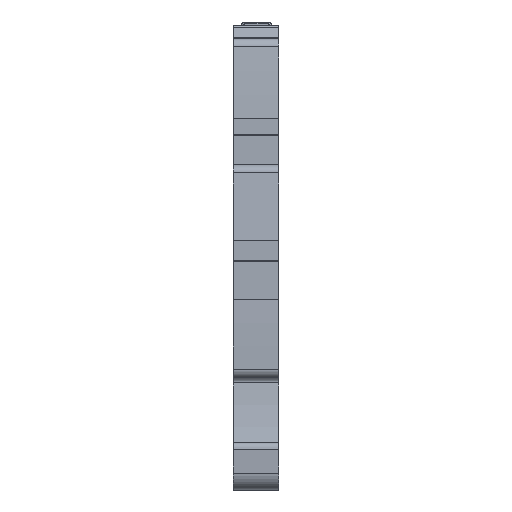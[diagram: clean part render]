
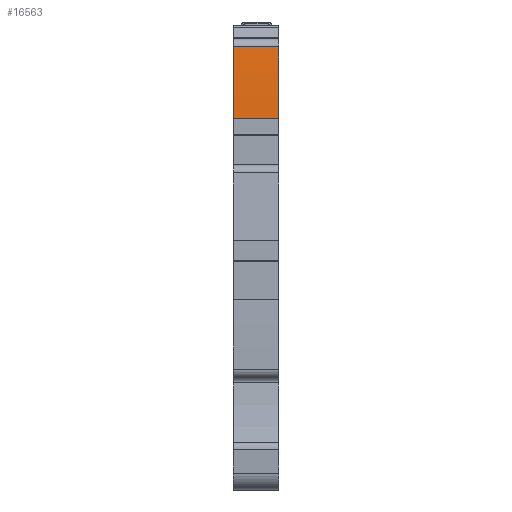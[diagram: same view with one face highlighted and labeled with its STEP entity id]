
A CAD part, front view. The second image highlights one B-rep face of the part: STEP entity #16563.
In plain terms, the highlighted cylindrical face has radius 149.2 mm (diameter 298.4 mm), a partial arc.
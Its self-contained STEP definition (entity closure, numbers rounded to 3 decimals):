
#478=AXIS2_PLACEMENT_3D('Circle Axis2P3D',#476,#477,$) ;
#4564=AXIS2_PLACEMENT_3D('Circle Axis2P3D',#4562,#4563,$) ;
#16550=AXIS2_PLACEMENT_3D('Cylinder Axis2P3D',#16547,#16548,#16549) ;
#473=CARTESIAN_POINT('Vertex',(5.1,24.003,49.272)) ;
#476=CARTESIAN_POINT('Axis2P3D Location',(5.1,172.086,31.05)) ;
#480=CARTESIAN_POINT('Vertex',(5.1,23.236,41.264)) ;
#4559=CARTESIAN_POINT('Vertex',(0.,23.236,41.264)) ;
#4562=CARTESIAN_POINT('Axis2P3D Location',(0.,172.086,31.05)) ;
#4566=CARTESIAN_POINT('Vertex',(0.,24.003,49.272)) ;
#16535=CARTESIAN_POINT('Line Origine',(2.55,23.236,41.264)) ;
#16547=CARTESIAN_POINT('Axis2P3D Location',(2.55,172.086,31.05)) ;
#16552=CARTESIAN_POINT('Line Origine',(2.55,24.003,49.272)) ;
#477=DIRECTION('Axis2P3D Direction',(1.,0.,0.)) ;
#4563=DIRECTION('Axis2P3D Direction',(1.,0.,0.)) ;
#16536=DIRECTION('Vector Direction',(-1.,0.,0.)) ;
#16548=DIRECTION('Axis2P3D Direction',(1.,0.,0.)) ;
#16549=DIRECTION('Axis2P3D XDirection',(0.,-0.993,0.122)) ;
#16553=DIRECTION('Vector Direction',(1.,0.,0.)) ;
#16537=VECTOR('Line Direction',#16536,1.) ;
#16554=VECTOR('Line Direction',#16553,1.) ;
#16558=ORIENTED_EDGE('',*,*,#16539,.F.) ;
#16559=ORIENTED_EDGE('',*,*,#482,.F.) ;
#16560=ORIENTED_EDGE('',*,*,#16556,.T.) ;
#16561=ORIENTED_EDGE('',*,*,#4568,.T.) ;
#16563=ADVANCED_FACE('SPGTB',(#16562),#16551,.T.) ;
#479=CIRCLE('generated circle',#478,149.2) ;
#4565=CIRCLE('generated circle',#4564,149.2) ;
#16551=CYLINDRICAL_SURFACE('generated cylinder',#16550,149.2) ;
#482=EDGE_CURVE('',#474,#481,#479,.T.) ;
#4568=EDGE_CURVE('',#4567,#4560,#4565,.T.) ;
#16539=EDGE_CURVE('',#481,#4560,#16538,.T.) ;
#16556=EDGE_CURVE('',#474,#4567,#16555,.F.) ;
#16557=EDGE_LOOP('',(#16558,#16559,#16560,#16561)) ;
#16562=FACE_OUTER_BOUND('',#16557,.T.) ;
#16538=LINE('Line',#16535,#16537) ;
#16555=LINE('Line',#16552,#16554) ;
#474=VERTEX_POINT('',#473) ;
#481=VERTEX_POINT('',#480) ;
#4560=VERTEX_POINT('',#4559) ;
#4567=VERTEX_POINT('',#4566) ;
